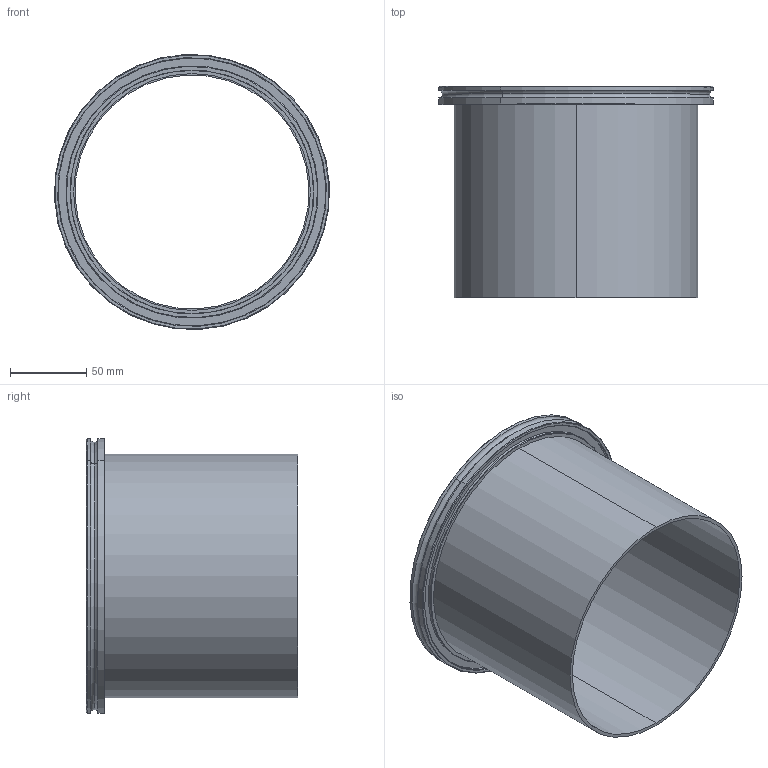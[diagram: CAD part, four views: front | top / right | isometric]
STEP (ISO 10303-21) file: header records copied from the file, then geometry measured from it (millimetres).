
FILE_DESCRIPTION (( 'STEP AP214' ), '1' );
FILE_NAME ('Hositrad_ISO160-159NH.STEP', '2014-09-03T09:52:26', ( '' ), ( '' ), 'SwSTEP 2.0', 'SolidWorks 2014', '' );
FILE_SCHEMA (( 'AUTOMOTIVE_DESIGN' ));
Length unit declared in the file: millimetre
Products named in the file (3): ISO-K-Weld-All_ISO160-159; Tube159-50_Tube159 L138-6,5; Hositrad_ISO160-159NH
Assembly tree (2 placements, depth 2):
  Hositrad_ISO160-159NH
    Tube159-50_Tube159 L138-6,5
    ISO-K-Weld-All_ISO160-159
Bounding box: 179.73 x 138 x 179.73 mm (x, y, z)
Volume: 201179.1 mm3; surface area: 161538.1 mm2
Topology: 2 solids, 2 shells, 37 faces, 74 edges, 44 vertices
Faces by surface type: cylinder 16, cone 10, plane 7, torus 4
Entity records: 1086 total; most frequent: DIRECTION 206, CARTESIAN_POINT 160, ORIENTED_EDGE 148, AXIS2_PLACEMENT_3D 90, EDGE_CURVE 74, CIRCLE 48, EDGE_LOOP 44, VERTEX_POINT 44
